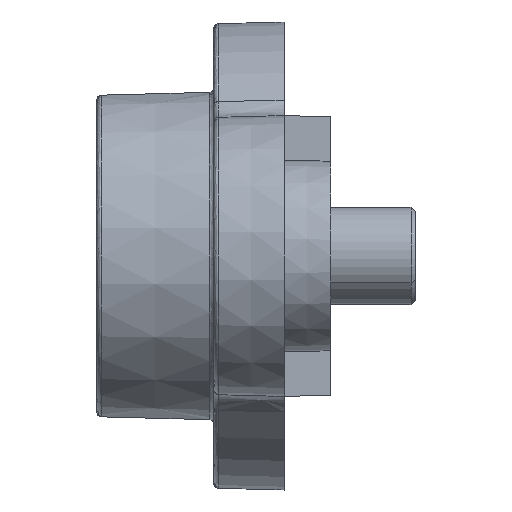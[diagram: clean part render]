
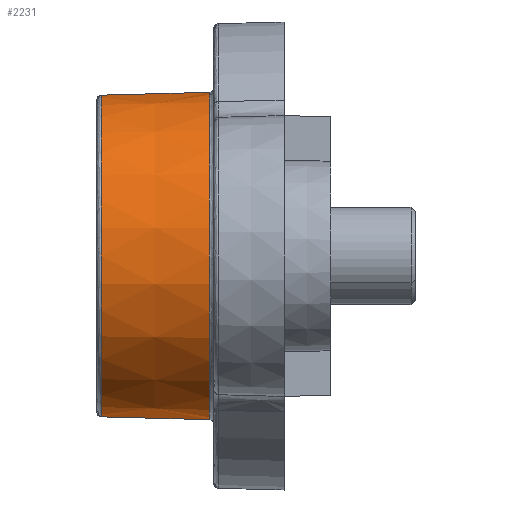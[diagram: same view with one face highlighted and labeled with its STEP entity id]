
A CAD part, left-side view. The second image highlights one B-rep face of the part: STEP entity #2231.
In plain terms, the highlighted conical face has half-angle 1.5 degrees and reference radius 3.497 mm.
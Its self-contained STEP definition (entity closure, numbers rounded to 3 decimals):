
#17 = DIRECTION ( 'NONE',  ( 0., -1., -0.026 ) ) ;
#78 = DIRECTION ( 'NONE',  ( 0., -1., 0. ) ) ;
#179 = CARTESIAN_POINT ( 'NONE',  ( 0., 1.597, 3.497 ) ) ;
#419 = CIRCLE ( 'NONE', #1254, 3.437 ) ;
#474 = CARTESIAN_POINT ( 'NONE',  ( 0., -499000., -13070.314 ) ) ;
#530 = VERTEX_POINT ( 'NONE', #1166 ) ;
#756 = FACE_OUTER_BOUND ( 'NONE', #3389, .T. ) ;
#909 = DIRECTION ( 'NONE',  ( 0., -1., 0.026 ) ) ;
#1006 = ORIENTED_EDGE ( 'NONE', *, *, #1722, .T. ) ;
#1049 = LINE ( 'NONE', #474, #2883 ) ;
#1142 = DIRECTION ( 'NONE',  ( 0., 0., -1. ) ) ;
#1163 = EDGE_CURVE ( 'NONE', #2197, #3266, #1394, .T. ) ;
#1166 = CARTESIAN_POINT ( 'NONE',  ( 0., 3.903, -3.437 ) ) ;
#1251 = EDGE_CURVE ( 'NONE', #2197, #530, #419, .T. ) ;
#1254 = AXIS2_PLACEMENT_3D ( 'NONE', #1934, #78, #1142 ) ;
#1370 = DIRECTION ( 'NONE',  ( 0., 0., -1. ) ) ;
#1394 = LINE ( 'NONE', #2992, #1720 ) ;
#1440 = AXIS2_PLACEMENT_3D ( 'NONE', #1792, #2614, #2372 ) ;
#1720 = VECTOR ( 'NONE', #909, 1000. ) ;
#1722 = EDGE_CURVE ( 'NONE', #530, #3227, #1049, .T. ) ;
#1732 = CIRCLE ( 'NONE', #2166, 3.497 ) ;
#1792 = CARTESIAN_POINT ( 'NONE',  ( 0., 1.597, 0. ) ) ;
#1822 = CONICAL_SURFACE ( 'NONE', #1440, 3.497, 0.026 ) ;
#1934 = CARTESIAN_POINT ( 'NONE',  ( 0., 3.903, 0. ) ) ;
#2069 = CARTESIAN_POINT ( 'NONE',  ( 0., 3.903, 3.437 ) ) ;
#2166 = AXIS2_PLACEMENT_3D ( 'NONE', #3045, #2191, #1370 ) ;
#2191 = DIRECTION ( 'NONE',  ( 0., 1., 0. ) ) ;
#2197 = VERTEX_POINT ( 'NONE', #2069 ) ;
#2231 = ADVANCED_FACE ( 'NONE', ( #756 ), #1822, .T. ) ;
#2372 = DIRECTION ( 'NONE',  ( 0., 0., -1. ) ) ;
#2521 = ORIENTED_EDGE ( 'NONE', *, *, #1251, .T. ) ;
#2585 = ORIENTED_EDGE ( 'NONE', *, *, #1163, .F. ) ;
#2614 = DIRECTION ( 'NONE',  ( 0., -1., 0. ) ) ;
#2883 = VECTOR ( 'NONE', #17, 1000. ) ;
#2992 = CARTESIAN_POINT ( 'NONE',  ( 0., 1.5, 3.5 ) ) ;
#3045 = CARTESIAN_POINT ( 'NONE',  ( 0., 1.597, 0. ) ) ;
#3084 = CARTESIAN_POINT ( 'NONE',  ( 0., 1.597, -3.497 ) ) ;
#3227 = VERTEX_POINT ( 'NONE', #3084 ) ;
#3266 = VERTEX_POINT ( 'NONE', #179 ) ;
#3361 = ORIENTED_EDGE ( 'NONE', *, *, #3448, .T. ) ;
#3389 = EDGE_LOOP ( 'NONE', ( #1006, #3361, #2585, #2521 ) ) ;
#3448 = EDGE_CURVE ( 'NONE', #3227, #3266, #1732, .T. ) ;
